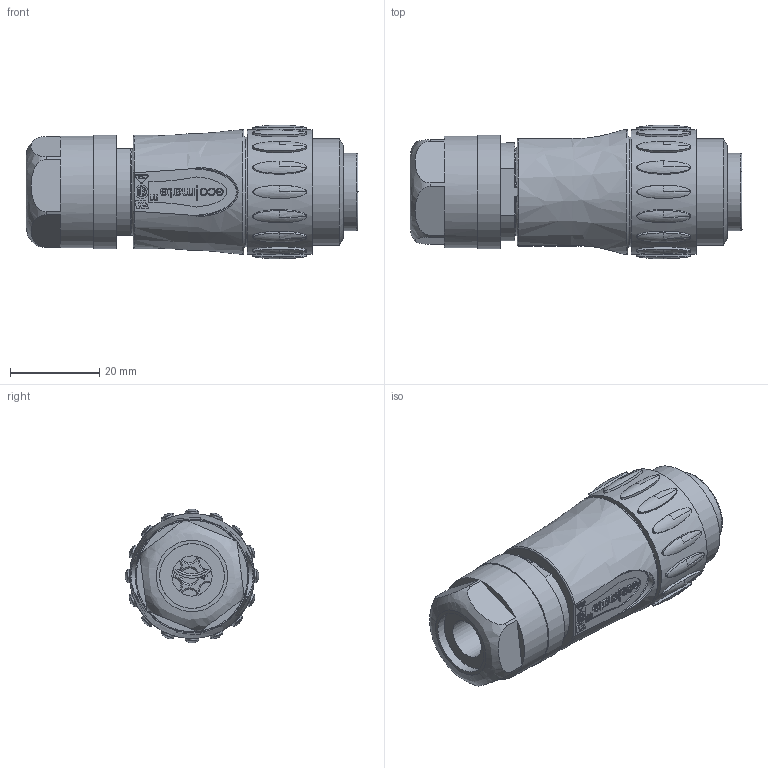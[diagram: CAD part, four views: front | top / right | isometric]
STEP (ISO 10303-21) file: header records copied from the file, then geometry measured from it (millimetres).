
FILE_DESCRIPTION(/* description */ (''),/* implementation_level */ '2;1');
FILE_NAME(/* name */ 'C016_10H006_000_12.stp',/* time_stamp */ '2016-03-04T08:56:59+01:00',/* author */ (''),/* organization */ (''),/* preprocessor_version */ 'ST-DEVELOPER v15',/* originating_system */ 'SIEMENS PLM Software NX 9.0',/* authorisation */ '');
FILE_SCHEMA (('AP203_CONFIGURATION_CONTROLLED_3D_DESIGN_OF_MECHANICAL_PARTS_AND_ASSEMBLIES_MIM_LF { 1 0 10303 403 2 1 2}'));
Products named in the file (1): rsch16402A03i79k
Bounding box: 74.4 x 30 x 30 mm (x, y, z)
Volume: 24917.4 mm3; surface area: 21770.8 mm2
Topology: 1 solids, 5 shells, 1534 faces, 4208 edges, 2711 vertices
Faces by surface type: plane 956, cylinder 319, bspline 169, cone 70, extrusion 20
Full cylindrical faces by diameter (mm): 0.288 x1, 0.384 x1, 2 x2, 2.1 x1, 2.6 x2, 2.85 x7, 3.25 x6, 3.45 x1, 4.5 x2, 4.6 x2, 9 x1, 13.7 x1, 14.2 x1, 14.5 x1, 16.2 x1, 16.5 x1, 17 x1, 17.4 x2, 17.5 x2, 17.7 x2, 17.8 x1, 19 x1, 19.4 x1, 19.9 x1, 20 x1, 21 x1, 21.2 x1, 22.5 x1, 22.8 x1, 23 x1
Entity records: 55625 total; most frequent: CARTESIAN_POINT 18560, ORIENTED_EDGE 8030, DIRECTION 7050, EDGE_CURVE 4015, VERTEX_POINT 2678, VECTOR 2526, LINE 2506, AXIS2_PLACEMENT_3D 2262
